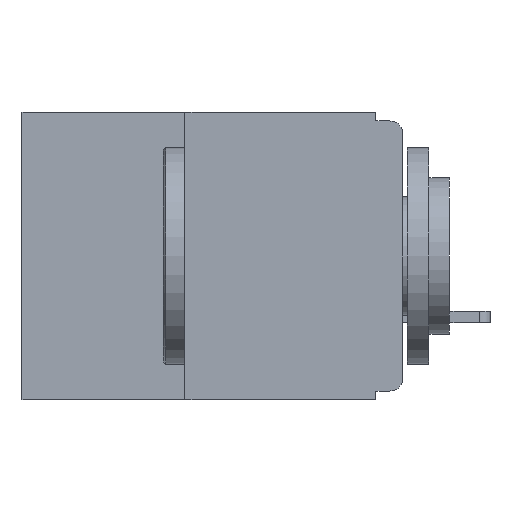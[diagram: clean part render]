
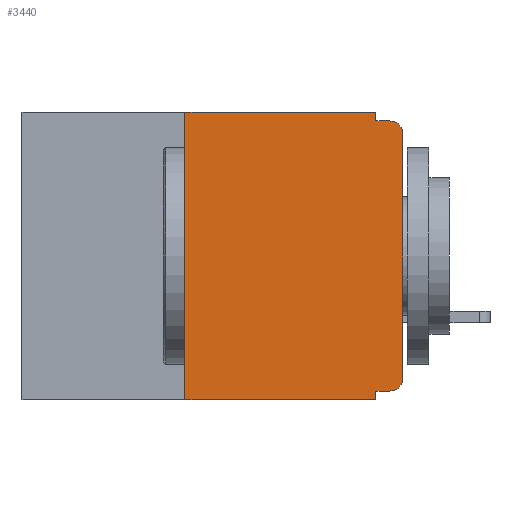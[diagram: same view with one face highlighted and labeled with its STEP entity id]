
A CAD part, left-side view. The second image highlights one B-rep face of the part: STEP entity #3440.
In plain terms, the highlighted planar face has unit normal (-1, 0, 0).
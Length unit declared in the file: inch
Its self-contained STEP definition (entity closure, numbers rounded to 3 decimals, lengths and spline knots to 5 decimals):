
#442 = CARTESIAN_POINT ( 'NONE',  ( 0., 0.437, -0.33 ) ) ;
#518 = CARTESIAN_POINT ( 'NONE',  ( 0., 0.015, -0.32 ) ) ;
#1072 = VERTEX_POINT ( 'NONE', #2945 ) ;
#1457 = ORIENTED_EDGE ( 'NONE', *, *, #2882, .T. ) ;
#1540 = EDGE_CURVE ( 'NONE', #9805, #7575, #4230, .T. ) ;
#1696 = ORIENTED_EDGE ( 'NONE', *, *, #3515, .T. ) ;
#1935 = EDGE_CURVE ( 'NONE', #7744, #11334, #11696, .T. ) ;
#1964 = ORIENTED_EDGE ( 'NONE', *, *, #2177, .F. ) ;
#2116 = EDGE_CURVE ( 'NONE', #9805, #4989, #10680, .T. ) ;
#2119 = CARTESIAN_POINT ( 'NONE',  ( 0., 0.25, 0. ) ) ;
#2137 = ORIENTED_EDGE ( 'NONE', *, *, #5387, .F. ) ;
#2177 = EDGE_CURVE ( 'NONE', #9393, #4319, #10184, .T. ) ;
#2202 = ORIENTED_EDGE ( 'NONE', *, *, #4657, .F. ) ;
#2634 = VERTEX_POINT ( 'NONE', #12701 ) ;
#2774 = ORIENTED_EDGE ( 'NONE', *, *, #1540, .F. ) ;
#2882 = EDGE_CURVE ( 'NONE', #3836, #1072, #6783, .T. ) ;
#2945 = CARTESIAN_POINT ( 'NONE',  ( 0., 0., -0.025 ) ) ;
#2958 = CARTESIAN_POINT ( 'NONE',  ( 0., 0.015, -0.01 ) ) ;
#2986 = ORIENTED_EDGE ( 'NONE', *, *, #2116, .T. ) ;
#3050 = ORIENTED_EDGE ( 'NONE', *, *, #4489, .F. ) ;
#3080 = ORIENTED_EDGE ( 'NONE', *, *, #1935, .F. ) ;
#3270 = VECTOR ( 'NONE', #8466, 39.37008 ) ;
#3312 = ORIENTED_EDGE ( 'NONE', *, *, #9354, .T. ) ;
#3440 = ADVANCED_FACE ( 'NONE', ( #4254 ), #8509, .F. ) ;
#3441 = CARTESIAN_POINT ( 'NONE',  ( 0., 0.031, -0.01 ) ) ;
#3515 = EDGE_CURVE ( 'NONE', #1072, #4319, #4185, .T. ) ;
#3836 = VERTEX_POINT ( 'NONE', #8018 ) ;
#4185 = CIRCLE ( 'NONE', #10556, 0.015 ) ;
#4212 = VECTOR ( 'NONE', #7681, 39.37008 ) ;
#4217 = LINE ( 'NONE', #5165, #11680 ) ;
#4224 = DIRECTION ( 'NONE',  ( 0., 1., 0. ) ) ;
#4230 = LINE ( 'NONE', #8507, #4212 ) ;
#4254 = FACE_OUTER_BOUND ( 'NONE', #5270, .T. ) ;
#4319 = VERTEX_POINT ( 'NONE', #2958 ) ;
#4489 = EDGE_CURVE ( 'NONE', #11334, #4989, #4745, .T. ) ;
#4540 = CARTESIAN_POINT ( 'NONE',  ( 0., 0., 0. ) ) ;
#4657 = EDGE_CURVE ( 'NONE', #7575, #2634, #10280, .T. ) ;
#4745 = LINE ( 'NONE', #10032, #3270 ) ;
#4989 = VERTEX_POINT ( 'NONE', #5085 ) ;
#5085 = CARTESIAN_POINT ( 'NONE',  ( 0., 0.031, -0.33 ) ) ;
#5143 = AXIS2_PLACEMENT_3D ( 'NONE', #6684, #12763, #7722 ) ;
#5165 = CARTESIAN_POINT ( 'NONE',  ( 0., 0.031, 0. ) ) ;
#5270 = EDGE_LOOP ( 'NONE', ( #1457, #1696, #1964, #2137, #2202, #2774, #2986, #3050, #3080, #3312 ) ) ;
#5316 = DIRECTION ( 'NONE',  ( 0., 0., -1. ) ) ;
#5387 = EDGE_CURVE ( 'NONE', #2634, #9393, #4217, .T. ) ;
#5575 = CARTESIAN_POINT ( 'NONE',  ( 0., 0.437, 0. ) ) ;
#6304 = CARTESIAN_POINT ( 'NONE',  ( 0., 0.031, -0.32 ) ) ;
#6684 = CARTESIAN_POINT ( 'NONE',  ( 0., 0.015, -0.305 ) ) ;
#6754 = VECTOR ( 'NONE', #11578, 39.37008 ) ;
#6783 = LINE ( 'NONE', #4540, #6754 ) ;
#7209 = DIRECTION ( 'NONE',  ( 1., 0., 0. ) ) ;
#7388 = CARTESIAN_POINT ( 'NONE',  ( 0., 0.25, -0.33 ) ) ;
#7575 = VERTEX_POINT ( 'NONE', #2119 ) ;
#7681 = DIRECTION ( 'NONE',  ( 0., 0., 1. ) ) ;
#7722 = DIRECTION ( 'NONE',  ( 0., 0., -1. ) ) ;
#7744 = VERTEX_POINT ( 'NONE', #518 ) ;
#7783 = CARTESIAN_POINT ( 'NONE',  ( 0., 0., -0.01 ) ) ;
#8018 = CARTESIAN_POINT ( 'NONE',  ( 0., 0., -0.305 ) ) ;
#8022 = CARTESIAN_POINT ( 'NONE',  ( 0., 0., -0.32 ) ) ;
#8466 = DIRECTION ( 'NONE',  ( 0., 0., -1. ) ) ;
#8507 = CARTESIAN_POINT ( 'NONE',  ( 0., 0.25, -0.33 ) ) ;
#8509 = PLANE ( 'NONE',  #10609 ) ;
#9354 = EDGE_CURVE ( 'NONE', #7744, #3836, #10309, .T. ) ;
#9393 = VERTEX_POINT ( 'NONE', #3441 ) ;
#9805 = VERTEX_POINT ( 'NONE', #7388 ) ;
#9937 = VECTOR ( 'NONE', #12518, 39.37008 ) ;
#10005 = CARTESIAN_POINT ( 'NONE',  ( 0., 0.015, -0.025 ) ) ;
#10032 = CARTESIAN_POINT ( 'NONE',  ( 0., 0.031, -0.33 ) ) ;
#10184 = LINE ( 'NONE', #7783, #9937 ) ;
#10280 = LINE ( 'NONE', #12214, #12128 ) ;
#10309 = CIRCLE ( 'NONE', #5143, 0.015 ) ;
#10556 = AXIS2_PLACEMENT_3D ( 'NONE', #10005, #11801, #11510 ) ;
#10609 = AXIS2_PLACEMENT_3D ( 'NONE', #5575, #7209, #11656 ) ;
#10680 = LINE ( 'NONE', #442, #10718 ) ;
#10718 = VECTOR ( 'NONE', #11568, 39.37008 ) ;
#11086 = VECTOR ( 'NONE', #4224, 39.37008 ) ;
#11334 = VERTEX_POINT ( 'NONE', #6304 ) ;
#11510 = DIRECTION ( 'NONE',  ( 0., 0., -1. ) ) ;
#11568 = DIRECTION ( 'NONE',  ( 0., -1., 0. ) ) ;
#11578 = DIRECTION ( 'NONE',  ( 0., 0., 1. ) ) ;
#11656 = DIRECTION ( 'NONE',  ( 0., 0., -1. ) ) ;
#11680 = VECTOR ( 'NONE', #5316, 39.37008 ) ;
#11696 = LINE ( 'NONE', #8022, #11086 ) ;
#11801 = DIRECTION ( 'NONE',  ( -1., 0., 0. ) ) ;
#12128 = VECTOR ( 'NONE', #12430, 39.37008 ) ;
#12214 = CARTESIAN_POINT ( 'NONE',  ( 0., 0.437, 0. ) ) ;
#12430 = DIRECTION ( 'NONE',  ( 0., -1., 0. ) ) ;
#12518 = DIRECTION ( 'NONE',  ( 0., -1., 0. ) ) ;
#12701 = CARTESIAN_POINT ( 'NONE',  ( 0., 0.031, 0. ) ) ;
#12763 = DIRECTION ( 'NONE',  ( -1., 0., 0. ) ) ;
